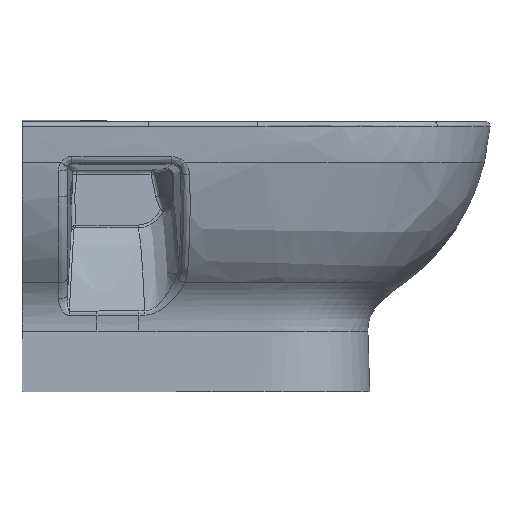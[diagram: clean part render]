
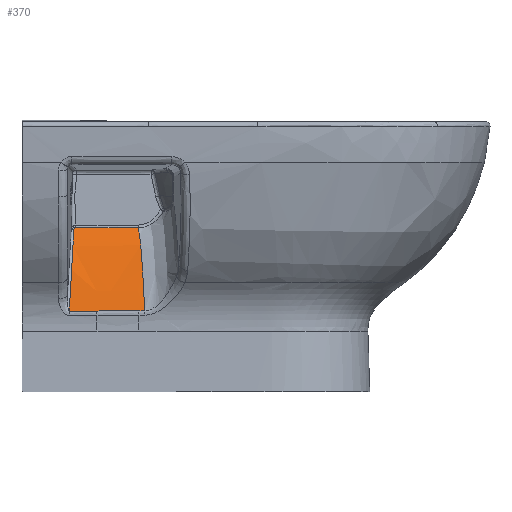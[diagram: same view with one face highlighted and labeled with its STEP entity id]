
A CAD part, left-side view. The second image highlights one B-rep face of the part: STEP entity #370.
In plain terms, the highlighted face is a extrusion surface.
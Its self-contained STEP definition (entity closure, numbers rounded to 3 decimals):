
#51=SURFACE_OF_LINEAR_EXTRUSION('',#2405,#105);
#105=VECTOR('',#2630,1.);
#370=ADVANCED_FACE('',(#562),#51,.T.);
#562=FACE_OUTER_BOUND('',#714,.T.);
#714=EDGE_LOOP('',(#1358,#1359,#1360,#1361,#1362,#1363,#1364));
#1358=ORIENTED_EDGE('',*,*,#1953,.F.);
#1359=ORIENTED_EDGE('',*,*,#2086,.T.);
#1360=ORIENTED_EDGE('',*,*,#2087,.F.);
#1361=ORIENTED_EDGE('',*,*,#2077,.F.);
#1362=ORIENTED_EDGE('',*,*,#2080,.F.);
#1363=ORIENTED_EDGE('',*,*,#2081,.F.);
#1364=ORIENTED_EDGE('',*,*,#2088,.T.);
#1650=VERTEX_POINT('',#14618);
#1651=VERTEX_POINT('',#14629);
#1725=VERTEX_POINT('',#21438);
#1728=VERTEX_POINT('',#22034);
#1729=VERTEX_POINT('',#22129);
#1730=VERTEX_POINT('',#22160);
#1732=VERTEX_POINT('',#22725);
#1953=EDGE_CURVE('',#1650,#1651,#2299,.T.);
#2077=EDGE_CURVE('',#1729,#1725,#2392,.T.);
#2080=EDGE_CURVE('',#1730,#1729,#2395,.T.);
#2081=EDGE_CURVE('',#1728,#1730,#2396,.T.);
#2086=EDGE_CURVE('',#1650,#1732,#2402,.T.);
#2087=EDGE_CURVE('',#1725,#1732,#2403,.T.);
#2088=EDGE_CURVE('',#1728,#1651,#2404,.T.);
#2299=B_SPLINE_CURVE_WITH_KNOTS('',3,(#14619,#14620,#14621,#14622,#14623,
#14624,#14625,#14626,#14627,#14628),.UNSPECIFIED.,.F.,.F.,(4,3,3,4),(0.,
0.132,0.699,1.),.UNSPECIFIED.);
#2392=B_SPLINE_CURVE_WITH_KNOTS('',3,(#22130,#22131,#22132,#22133),
 .UNSPECIFIED.,.F.,.F.,(4,4),(0.,1.),.UNSPECIFIED.);
#2395=B_SPLINE_CURVE_WITH_KNOTS('',3,(#22161,#22162,#22163,#22164),
 .UNSPECIFIED.,.F.,.F.,(4,4),(0.,1.),.UNSPECIFIED.);
#2396=B_SPLINE_CURVE_WITH_KNOTS('',3,(#22177,#22178,#22179,#22180),
 .UNSPECIFIED.,.F.,.F.,(4,4),(0.,1.),.UNSPECIFIED.);
#2402=B_SPLINE_CURVE_WITH_KNOTS('',3,(#22715,#22716,#22717,#22718,#22719,
#22720,#22721,#22722,#22723,#22724),.UNSPECIFIED.,.F.,.F.,(4,2,2,2,4),(0.,
0.25,0.375,0.5,1.),.UNSPECIFIED.);
#2403=B_SPLINE_CURVE_WITH_KNOTS('',3,(#22726,#22727,#22728,#22729,#22730,
#22731,#22732,#22733,#22734,#22735,#22736,#22737,#22738,#22739),
 .UNSPECIFIED.,.F.,.F.,(4,2,2,2,2,2,4),(0.,0.25,0.375,
0.5,0.75,0.875,1.),.UNSPECIFIED.);
#2404=B_SPLINE_CURVE_WITH_KNOTS('',3,(#22740,#22741,#22742,#22743,#22744,
#22745,#22746,#22747,#22748,#22749,#22750,#22751,#22752,#22753),
 .UNSPECIFIED.,.F.,.F.,(4,2,2,2,2,2,4),(0.,0.25,0.375,0.5,
0.75,0.875,1.),.UNSPECIFIED.);
#2405=B_SPLINE_CURVE_WITH_KNOTS('',3,(#22754,#22755,#22756,#22757,#22758,
#22759,#22760,#22761,#22762,#22763,#22764,#22765,#22766,#22767,#22768,#22769,
#22770,#22771,#22772,#22773,#22774,#22775,#22776,#22777,#22778,#22779,#22780,
#22781,#22782,#22783,#22784,#22785),.UNSPECIFIED.,.F.,.F.,(4,3,3,3,3,1,
3,3,3,3,3,4),(0.,0.041,0.549,0.572,
0.575,0.805,0.823,0.828,
0.841,0.856,0.952,1.),.UNSPECIFIED.);
#2630=DIRECTION('',(0.,1.,0.));
#14618=CARTESIAN_POINT('',(-66.547,-58.501,-117.7));
#14619=CARTESIAN_POINT('',(-66.547,-58.501,-117.7));
#14620=CARTESIAN_POINT('',(-66.547,-61.614,-117.7));
#14621=CARTESIAN_POINT('',(-66.547,-64.728,-117.7));
#14622=CARTESIAN_POINT('',(-66.547,-67.842,-117.7));
#14623=CARTESIAN_POINT('',(-66.547,-81.175,-117.7));
#14624=CARTESIAN_POINT('',(-66.547,-94.509,-117.7));
#14625=CARTESIAN_POINT('',(-66.547,-107.842,-117.7));
#14626=CARTESIAN_POINT('',(-66.547,-114.939,-117.7));
#14627=CARTESIAN_POINT('',(-66.547,-122.036,-117.7));
#14628=CARTESIAN_POINT('',(-66.547,-129.134,-117.7));
#14629=CARTESIAN_POINT('',(-66.547,-129.134,-117.7));
#21438=CARTESIAN_POINT('',(-107.318,-52.477,-210.112));
#22034=CARTESIAN_POINT('',(-107.278,-136.303,-209.989));
#22129=CARTESIAN_POINT('',(-107.307,-83.261,-210.079));
#22130=CARTESIAN_POINT('',(-107.307,-83.261,-210.079));
#22131=CARTESIAN_POINT('',(-107.312,-73.,-210.093));
#22132=CARTESIAN_POINT('',(-107.315,-62.738,-210.104));
#22133=CARTESIAN_POINT('',(-107.318,-52.477,-210.112));
#22160=CARTESIAN_POINT('',(-107.282,-129.712,-210.001));
#22161=CARTESIAN_POINT('',(-107.282,-129.712,-210.002));
#22162=CARTESIAN_POINT('',(-107.291,-114.229,-210.03));
#22163=CARTESIAN_POINT('',(-107.3,-98.745,-210.057));
#22164=CARTESIAN_POINT('',(-107.307,-83.261,-210.079));
#22177=CARTESIAN_POINT('',(-107.278,-136.303,-209.989));
#22178=CARTESIAN_POINT('',(-107.28,-134.106,-209.993));
#22179=CARTESIAN_POINT('',(-107.281,-131.909,-209.997));
#22180=CARTESIAN_POINT('',(-107.282,-129.712,-210.001));
#22715=CARTESIAN_POINT('',(-66.547,-58.501,-117.7));
#22716=CARTESIAN_POINT('',(-66.644,-58.382,-117.807));
#22717=CARTESIAN_POINT('',(-66.751,-58.275,-117.926));
#22718=CARTESIAN_POINT('',(-66.928,-58.135,-118.124));
#22719=CARTESIAN_POINT('',(-66.99,-58.091,-118.193));
#22720=CARTESIAN_POINT('',(-67.118,-58.01,-118.337));
#22721=CARTESIAN_POINT('',(-67.193,-57.968,-118.422));
#22722=CARTESIAN_POINT('',(-67.499,-57.818,-118.769));
#22723=CARTESIAN_POINT('',(-67.757,-57.746,-119.066));
#22724=CARTESIAN_POINT('',(-68.029,-57.725,-119.383));
#22725=CARTESIAN_POINT('',(-68.029,-57.725,-119.383));
#22726=CARTESIAN_POINT('',(-107.318,-52.477,-210.112));
#22727=CARTESIAN_POINT('',(-104.759,-52.927,-202.213));
#22728=CARTESIAN_POINT('',(-102.199,-53.384,-194.314));
#22729=CARTESIAN_POINT('',(-98.36,-54.082,-182.467));
#22730=CARTESIAN_POINT('',(-97.095,-54.317,-178.514));
#22731=CARTESIAN_POINT('',(-94.502,-54.775,-170.627));
#22732=CARTESIAN_POINT('',(-93.13,-54.998,-166.704));
#22733=CARTESIAN_POINT('',(-88.756,-55.648,-155.075));
#22734=CARTESIAN_POINT('',(-85.505,-56.06,-147.487));
#22735=CARTESIAN_POINT('',(-79.78,-56.675,-136.522));
#22736=CARTESIAN_POINT('',(-77.729,-56.879,-132.938));
#22737=CARTESIAN_POINT('',(-73.221,-57.294,-125.969));
#22738=CARTESIAN_POINT('',(-70.75,-57.507,-122.566));
#22739=CARTESIAN_POINT('',(-68.029,-57.725,-119.383));
#22740=CARTESIAN_POINT('',(-107.278,-136.303,-209.989));
#22741=CARTESIAN_POINT('',(-104.662,-135.904,-201.914));
#22742=CARTESIAN_POINT('',(-102.045,-135.505,-193.839));
#22743=CARTESIAN_POINT('',(-98.12,-134.906,-181.726));
#22744=CARTESIAN_POINT('',(-96.833,-134.72,-177.681));
#22745=CARTESIAN_POINT('',(-94.159,-134.264,-169.628));
#22746=CARTESIAN_POINT('',(-92.743,-134.025,-165.628));
#22747=CARTESIAN_POINT('',(-88.204,-133.256,-153.73));
#22748=CARTESIAN_POINT('',(-84.812,-132.684,-145.965));
#22749=CARTESIAN_POINT('',(-78.834,-131.645,-134.842));
#22750=CARTESIAN_POINT('',(-76.689,-131.269,-131.22));
#22751=CARTESIAN_POINT('',(-71.974,-130.336,-124.224));
#22752=CARTESIAN_POINT('',(-69.384,-129.785,-120.827));
#22753=CARTESIAN_POINT('',(-66.547,-129.134,-117.7));
#22754=CARTESIAN_POINT('',(-185.824,-97.463,-452.393));
#22755=CARTESIAN_POINT('',(-183.708,-97.463,-445.862));
#22756=CARTESIAN_POINT('',(-181.591,-97.463,-439.33));
#22757=CARTESIAN_POINT('',(-179.475,-97.463,-432.799));
#22758=CARTESIAN_POINT('',(-153.061,-97.463,-351.281));
#22759=CARTESIAN_POINT('',(-126.647,-97.463,-269.764));
#22760=CARTESIAN_POINT('',(-100.233,-97.463,-188.247));
#22761=CARTESIAN_POINT('',(-99.024,-97.463,-184.516));
#22762=CARTESIAN_POINT('',(-97.815,-97.463,-180.785));
#22763=CARTESIAN_POINT('',(-96.607,-97.463,-177.054));
#22764=CARTESIAN_POINT('',(-96.487,-97.463,-176.685));
#22765=CARTESIAN_POINT('',(-96.367,-97.463,-176.315));
#22766=CARTESIAN_POINT('',(-96.247,-97.463,-175.946));
#22767=CARTESIAN_POINT('',(-84.278,-97.463,-139.006));
#22768=CARTESIAN_POINT('',(-68.615,-97.463,-114.029));
#22769=CARTESIAN_POINT('',(-49.957,-97.463,-104.951));
#22770=CARTESIAN_POINT('',(-48.638,-97.463,-104.309));
#22771=CARTESIAN_POINT('',(-48.206,-97.463,-104.099));
#22772=CARTESIAN_POINT('',(-47.774,-97.463,-103.889));
#22773=CARTESIAN_POINT('',(-47.341,-97.463,-103.679));
#22774=CARTESIAN_POINT('',(-46.401,-97.463,-103.221));
#22775=CARTESIAN_POINT('',(-45.461,-97.463,-102.764));
#22776=CARTESIAN_POINT('',(-44.521,-97.463,-102.306));
#22777=CARTESIAN_POINT('',(-43.424,-97.463,-101.772));
#22778=CARTESIAN_POINT('',(-42.326,-97.463,-101.238));
#22779=CARTESIAN_POINT('',(-41.228,-97.463,-100.704));
#22780=CARTESIAN_POINT('',(-33.941,-97.463,-97.158));
#22781=CARTESIAN_POINT('',(-26.653,-97.463,-93.612));
#22782=CARTESIAN_POINT('',(-19.366,-97.463,-90.066));
#22783=CARTESIAN_POINT('',(-15.782,-97.463,-88.323));
#22784=CARTESIAN_POINT('',(-12.199,-97.463,-86.579));
#22785=CARTESIAN_POINT('',(-8.616,-97.463,-84.836));
